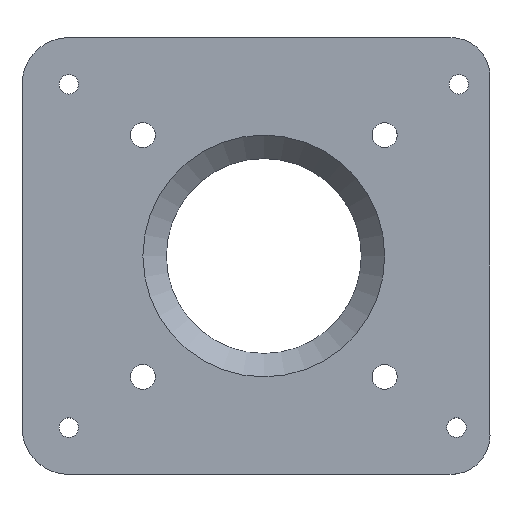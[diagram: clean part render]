
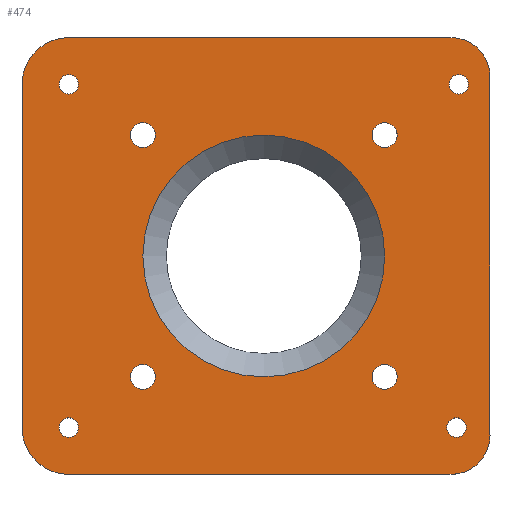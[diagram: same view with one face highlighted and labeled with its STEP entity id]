
A CAD part, top view. The second image highlights one B-rep face of the part: STEP entity #474.
In plain terms, the highlighted planar face has unit normal (0, 0, 1).
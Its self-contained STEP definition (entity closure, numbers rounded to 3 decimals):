
#32=FACE_BOUND('',#89,.T.);
#33=FACE_BOUND('',#90,.T.);
#34=FACE_BOUND('',#91,.T.);
#35=FACE_BOUND('',#92,.T.);
#36=FACE_BOUND('',#93,.T.);
#37=FACE_BOUND('',#94,.T.);
#38=FACE_BOUND('',#95,.T.);
#39=FACE_BOUND('',#96,.T.);
#40=FACE_BOUND('',#97,.T.);
#51=PLANE('',#524);
#63=FACE_OUTER_BOUND('',#88,.T.);
#88=EDGE_LOOP('',(#346,#347,#348,#349,#350,#351,#352,#353));
#89=EDGE_LOOP('',(#354));
#90=EDGE_LOOP('',(#355));
#91=EDGE_LOOP('',(#356));
#92=EDGE_LOOP('',(#357));
#93=EDGE_LOOP('',(#358));
#94=EDGE_LOOP('',(#359));
#95=EDGE_LOOP('',(#360));
#96=EDGE_LOOP('',(#361));
#97=EDGE_LOOP('',(#362));
#132=LINE('',#729,#170);
#133=LINE('',#733,#171);
#134=LINE('',#737,#172);
#135=LINE('',#740,#173);
#170=VECTOR('',#586,10.);
#171=VECTOR('',#589,10.);
#172=VECTOR('',#592,10.);
#173=VECTOR('',#595,10.);
#207=CIRCLE('',#522,15.5);
#209=CIRCLE('',#525,5.);
#210=CIRCLE('',#526,6.);
#211=CIRCLE('',#527,6.);
#212=CIRCLE('',#528,5.);
#213=CIRCLE('',#529,1.6);
#214=CIRCLE('',#530,1.6);
#215=CIRCLE('',#531,1.6);
#216=CIRCLE('',#532,1.6);
#217=CIRCLE('',#533,1.25);
#218=CIRCLE('',#534,1.25);
#219=CIRCLE('',#535,1.25);
#220=CIRCLE('',#536,1.25);
#234=VERTEX_POINT('',#719);
#236=VERTEX_POINT('',#725);
#237=VERTEX_POINT('',#726);
#238=VERTEX_POINT('',#728);
#239=VERTEX_POINT('',#730);
#240=VERTEX_POINT('',#732);
#241=VERTEX_POINT('',#734);
#242=VERTEX_POINT('',#736);
#243=VERTEX_POINT('',#738);
#244=VERTEX_POINT('',#741);
#245=VERTEX_POINT('',#743);
#246=VERTEX_POINT('',#745);
#247=VERTEX_POINT('',#747);
#248=VERTEX_POINT('',#749);
#249=VERTEX_POINT('',#751);
#250=VERTEX_POINT('',#753);
#251=VERTEX_POINT('',#755);
#277=EDGE_CURVE('',#234,#234,#207,.T.);
#280=EDGE_CURVE('',#236,#237,#209,.T.);
#281=EDGE_CURVE('',#236,#238,#132,.T.);
#282=EDGE_CURVE('',#238,#239,#210,.T.);
#283=EDGE_CURVE('',#239,#240,#133,.T.);
#284=EDGE_CURVE('',#240,#241,#211,.T.);
#285=EDGE_CURVE('',#241,#242,#134,.T.);
#286=EDGE_CURVE('',#243,#242,#212,.T.);
#287=EDGE_CURVE('',#243,#237,#135,.T.);
#288=EDGE_CURVE('',#244,#244,#213,.T.);
#289=EDGE_CURVE('',#245,#245,#214,.T.);
#290=EDGE_CURVE('',#246,#246,#215,.T.);
#291=EDGE_CURVE('',#247,#247,#216,.T.);
#292=EDGE_CURVE('',#248,#248,#217,.T.);
#293=EDGE_CURVE('',#249,#249,#218,.T.);
#294=EDGE_CURVE('',#250,#250,#219,.T.);
#295=EDGE_CURVE('',#251,#251,#220,.T.);
#346=ORIENTED_EDGE('',*,*,#280,.F.);
#347=ORIENTED_EDGE('',*,*,#281,.T.);
#348=ORIENTED_EDGE('',*,*,#282,.T.);
#349=ORIENTED_EDGE('',*,*,#283,.T.);
#350=ORIENTED_EDGE('',*,*,#284,.T.);
#351=ORIENTED_EDGE('',*,*,#285,.T.);
#352=ORIENTED_EDGE('',*,*,#286,.F.);
#353=ORIENTED_EDGE('',*,*,#287,.T.);
#354=ORIENTED_EDGE('',*,*,#288,.T.);
#355=ORIENTED_EDGE('',*,*,#289,.T.);
#356=ORIENTED_EDGE('',*,*,#290,.T.);
#357=ORIENTED_EDGE('',*,*,#291,.T.);
#358=ORIENTED_EDGE('',*,*,#292,.T.);
#359=ORIENTED_EDGE('',*,*,#293,.T.);
#360=ORIENTED_EDGE('',*,*,#294,.T.);
#361=ORIENTED_EDGE('',*,*,#295,.T.);
#362=ORIENTED_EDGE('',*,*,#277,.F.);
#474=ADVANCED_FACE('',(#63,#32,#33,#34,#35,#36,#37,#38,#39,#40),#51,.T.);
#522=AXIS2_PLACEMENT_3D('',#720,#577,#578);
#524=AXIS2_PLACEMENT_3D('',#724,#582,#583);
#525=AXIS2_PLACEMENT_3D('',#727,#584,#585);
#526=AXIS2_PLACEMENT_3D('',#731,#587,#588);
#527=AXIS2_PLACEMENT_3D('',#735,#590,#591);
#528=AXIS2_PLACEMENT_3D('',#739,#593,#594);
#529=AXIS2_PLACEMENT_3D('',#742,#596,#597);
#530=AXIS2_PLACEMENT_3D('',#744,#598,#599);
#531=AXIS2_PLACEMENT_3D('',#746,#600,#601);
#532=AXIS2_PLACEMENT_3D('',#748,#602,#603);
#533=AXIS2_PLACEMENT_3D('',#750,#604,#605);
#534=AXIS2_PLACEMENT_3D('',#752,#606,#607);
#535=AXIS2_PLACEMENT_3D('',#754,#608,#609);
#536=AXIS2_PLACEMENT_3D('',#756,#610,#611);
#577=DIRECTION('center_axis',(0.,0.,
1.));
#578=DIRECTION('ref_axis',(-1.,0.,0.));
#582=DIRECTION('center_axis',(0.,0.,
1.));
#583=DIRECTION('ref_axis',(1.,0.,0.));
#584=DIRECTION('center_axis',(0.,0.,
-1.));
#585=DIRECTION('ref_axis',(0.707,0.707,0.));
#586=DIRECTION('',(-1.,0.,0.));
#587=DIRECTION('center_axis',(0.,0.,
1.));
#588=DIRECTION('ref_axis',(0.,1.,0.));
#589=DIRECTION('',(0.,-1.,0.));
#590=DIRECTION('center_axis',(0.,0.,
1.));
#591=DIRECTION('ref_axis',(-1.,0.,0.));
#592=DIRECTION('',(1.,0.,0.));
#593=DIRECTION('center_axis',(0.,0.,
-1.));
#594=DIRECTION('ref_axis',(0.707,-0.707,0.));
#595=DIRECTION('',(0.,1.,0.));
#596=DIRECTION('center_axis',(0.,0.,
-1.));
#597=DIRECTION('ref_axis',(-1.,0.,0.));
#598=DIRECTION('center_axis',(0.,0.,
-1.));
#599=DIRECTION('ref_axis',(-1.,0.,0.));
#600=DIRECTION('center_axis',(0.,0.,
-1.));
#601=DIRECTION('ref_axis',(-1.,0.,0.));
#602=DIRECTION('center_axis',(0.,0.,
-1.));
#603=DIRECTION('ref_axis',(-1.,0.,0.));
#604=DIRECTION('center_axis',(0.,0.,
-1.));
#605=DIRECTION('ref_axis',(-1.,0.,0.));
#606=DIRECTION('center_axis',(0.,0.,
-1.));
#607=DIRECTION('ref_axis',(-1.,0.,0.));
#608=DIRECTION('center_axis',(0.,0.,
-1.));
#609=DIRECTION('ref_axis',(-1.,0.,0.));
#610=DIRECTION('center_axis',(0.,0.,
-1.));
#611=DIRECTION('ref_axis',(-1.,0.,0.));
#719=CARTESIAN_POINT('',(45.5,0.,3.));
#720=CARTESIAN_POINT('Origin',(30.,0.,3.));
#724=CARTESIAN_POINT('Origin',(29.,0.,3.));
#725=CARTESIAN_POINT('',(54.,28.,3.));
#726=CARTESIAN_POINT('',(59.,23.,3.));
#727=CARTESIAN_POINT('Origin',(54.,23.,3.));
#728=CARTESIAN_POINT('',(5.,28.,3.));
#729=CARTESIAN_POINT('',(145.,28.,3.));
#730=CARTESIAN_POINT('',(-1.,22.,3.));
#731=CARTESIAN_POINT('Origin',(5.,22.,3.));
#732=CARTESIAN_POINT('',(-1.,-22.,3.));
#733=CARTESIAN_POINT('',(-1.,22.,3.));
#734=CARTESIAN_POINT('',(5.,-28.,3.));
#735=CARTESIAN_POINT('Origin',(5.,-22.,3.));
#736=CARTESIAN_POINT('',(54.,-28.,3.));
#737=CARTESIAN_POINT('',(5.,-28.,3.));
#738=CARTESIAN_POINT('',(59.,-23.,3.));
#739=CARTESIAN_POINT('Origin',(54.,-23.,3.));
#740=CARTESIAN_POINT('',(59.,-28.,3.));
#741=CARTESIAN_POINT('',(16.1,15.5,3.));
#742=CARTESIAN_POINT('Origin',(14.5,15.5,3.));
#743=CARTESIAN_POINT('',(16.1,-15.5,3.));
#744=CARTESIAN_POINT('Origin',(14.5,-15.5,3.));
#745=CARTESIAN_POINT('',(47.1,-15.5,3.));
#746=CARTESIAN_POINT('Origin',(45.5,-15.5,3.));
#747=CARTESIAN_POINT('',(47.1,15.5,3.));
#748=CARTESIAN_POINT('Origin',(45.5,15.5,3.));
#749=CARTESIAN_POINT('',(6.25,22.,3.));
#750=CARTESIAN_POINT('Origin',(5.,22.,3.));
#751=CARTESIAN_POINT('',(6.25,-22.,3.));
#752=CARTESIAN_POINT('Origin',(5.,-22.,3.));
#753=CARTESIAN_POINT('',(55.95,-22.,3.));
#754=CARTESIAN_POINT('Origin',(54.7,-22.,3.));
#755=CARTESIAN_POINT('',(56.25,22.,3.));
#756=CARTESIAN_POINT('Origin',(55.,22.,3.));
